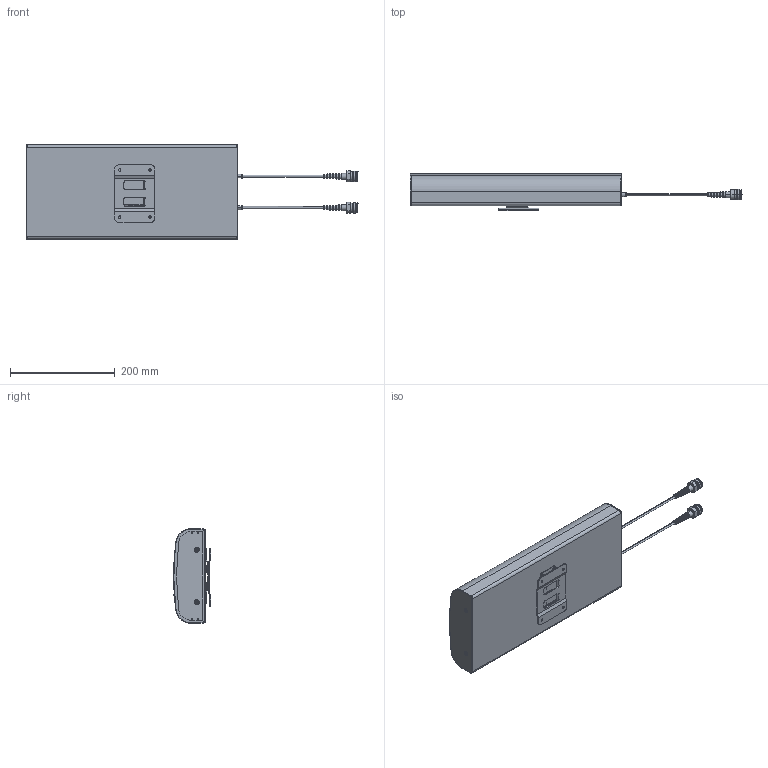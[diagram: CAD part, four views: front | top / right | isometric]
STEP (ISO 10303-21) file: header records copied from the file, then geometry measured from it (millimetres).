
FILE_DESCRIPTION (( 'STEP AP214' ), '1' );
FILE_NAME ('HG74207DPPR-4310F_3D.STEP', '2021-04-12T12:53:11', ( '' ), ( '' ), 'SwSTEP 2.0', 'SolidWorks 2020', '' );
FILE_SCHEMA (( 'AUTOMOTIVE_DESIGN' ));
Length unit declared in the file: millimetre
Products named in the file (1): HG74207DPPR-4310F_3D
Bounding box: 634.65 x 71.37 x 180.5 mm (x, y, z)
Surface area: 452984 mm2 (no closed solid volume)
Topology: 0 solids, 9 shells, 614 faces, 1502 edges, 970 vertices
Faces by surface type: plane 284, cylinder 162, cone 146, bspline 22
Entity records: 20825 total; most frequent: CARTESIAN_POINT 6233, DIRECTION 2997, ORIENTED_EDGE 2996, EDGE_CURVE 1500, AXIS2_PLACEMENT_3D 1076, VERTEX_POINT 970, VECTOR 845, LINE 845
